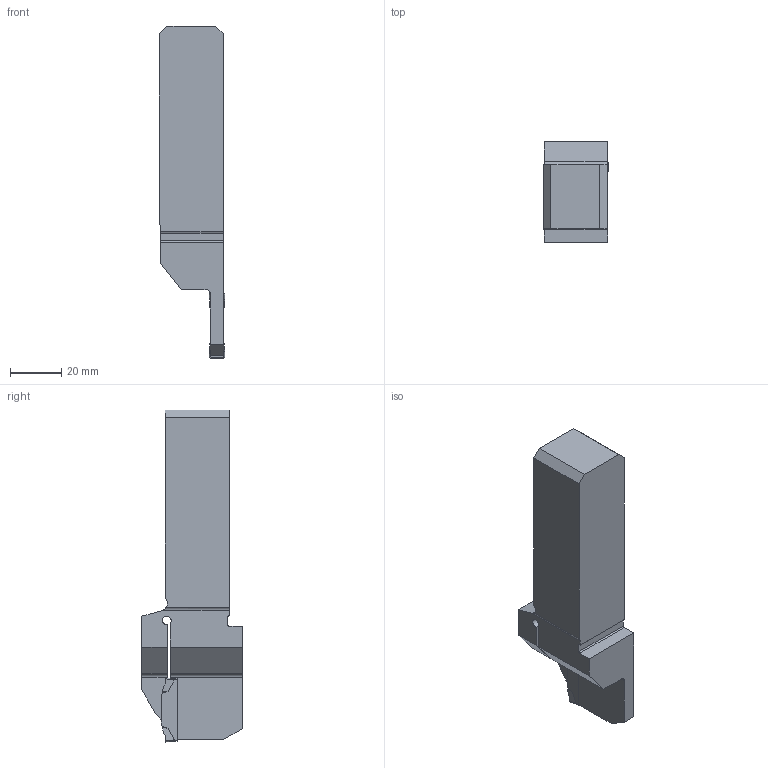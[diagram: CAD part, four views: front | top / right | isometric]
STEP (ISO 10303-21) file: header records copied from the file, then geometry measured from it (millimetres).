
FILE_DESCRIPTION(/* description */ (''),/* implementation_level */ '2;1');
FILE_NAME(/* name */ 'TOOLASSEMBLY_1.STP',/* time_stamp */ '2022-11-03T13:51:56+01:00',/* author */ (''),/* organization */ ('SMS'),/* preprocessor_version */ 'ST-DEVELOPER v16.7',/* originating_system */ 'SIEMENS PLM Software NX 12.0',/* authorisation */ '');
FILE_SCHEMA (('AUTOMOTIVE_DESIGN { 1 0 10303 214 3 1 1 1 }'));
Length unit declared in the file: millimetre
Products named in the file (4): ASSEMBLY_CONSTRUCTION; CUT_20221103135100; NOCUT_20221103135023; TOOLASSEMBLY_1
Assembly tree (3 placements, depth 2):
  TOOLASSEMBLY_1
    NOCUT_20221103135023
    CUT_20221103135100
    ASSEMBLY_CONSTRUCTION
Bounding box: 25.52 x 39.1 x 129.11 mm (x, y, z)
Volume: 73224.9 mm3; surface area: 15829.1 mm2
Topology: 2 solids, 2 shells, 76 faces, 215 edges, 147 vertices
Faces by surface type: plane 59, cylinder 13, extrusion 4
Entity records: 2742 total; most frequent: CARTESIAN_POINT 607, ORIENTED_EDGE 428, DIRECTION 398, EDGE_CURVE 214, VECTOR 176, LINE 172, VERTEX_POINT 142, AXIS2_PLACEMENT_3D 111
